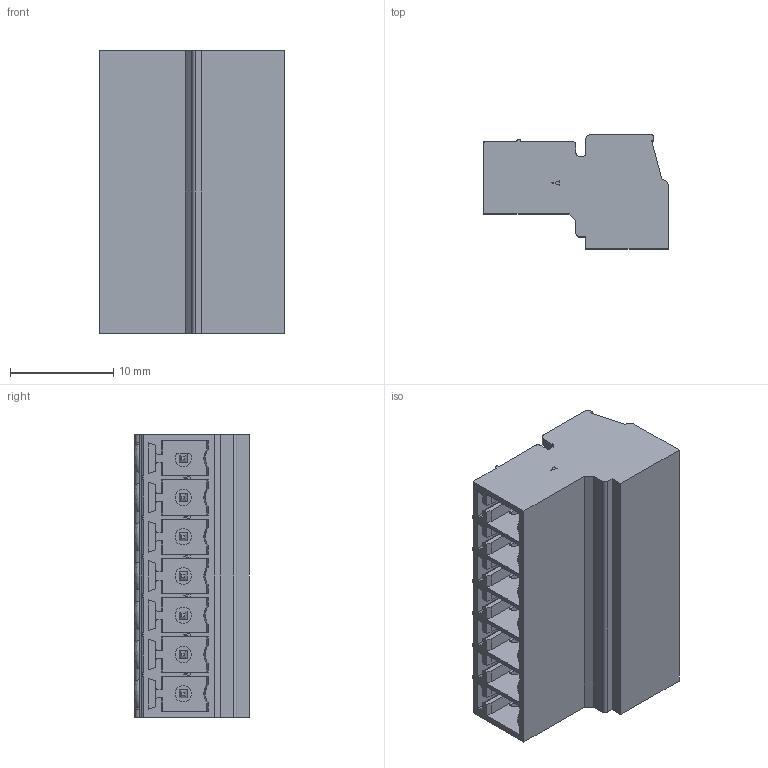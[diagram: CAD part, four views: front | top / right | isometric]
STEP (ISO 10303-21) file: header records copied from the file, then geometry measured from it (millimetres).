
FILE_DESCRIPTION (( 'STEP AP203' ), '1' );
FILE_NAME ('Buchsenleiste Phoenix.STEP', '2013-07-01T13:32:26', ( '' ), ( '' ), 'SwSTEP 2.0', 'SolidWorks 2013', '' );
FILE_SCHEMA (( 'CONFIG_CONTROL_DESIGN' ));
Length unit declared in the file: millimetre
Products named in the file (1): Buchsenleiste Phoenix
Bounding box: 17.9 x 11.1 x 27.46 mm (x, y, z)
Volume: 3179.1 mm3; surface area: 3562.5 mm2
Topology: 1 solids, 1 shells, 666 faces, 1794 edges, 1175 vertices
Faces by surface type: plane 420, cylinder 169, bspline 49, cone 28
Entity records: 21816 total; most frequent: CARTESIAN_POINT 5465, ORIENTED_EDGE 3560, DIRECTION 3142, EDGE_CURVE 1780, VERTEX_POINT 1175, LINE 1128, VECTOR 1128, AXIS2_PLACEMENT_3D 1007
